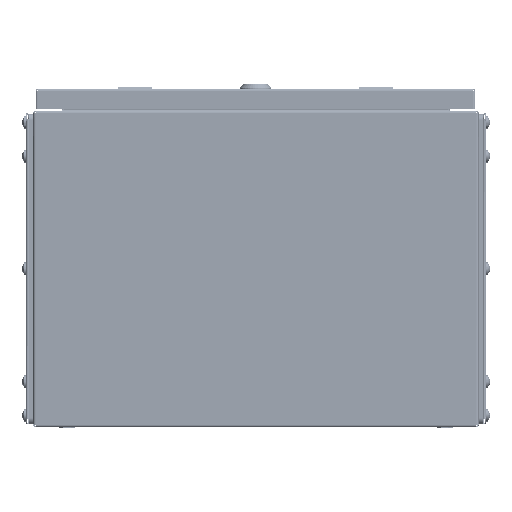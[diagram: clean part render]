
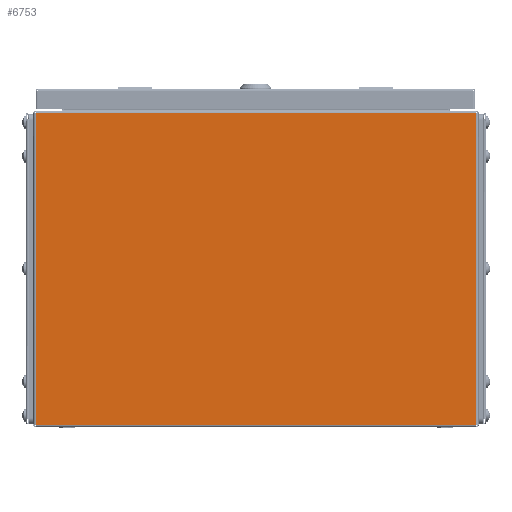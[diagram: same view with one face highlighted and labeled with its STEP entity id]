
A CAD part, left-side view. The second image highlights one B-rep face of the part: STEP entity #6753.
In plain terms, the highlighted planar face has unit normal (-1, 0, 0).
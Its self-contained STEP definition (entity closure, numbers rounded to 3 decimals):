
#2336 = CARTESIAN_POINT ( 'NONE',  ( -200., 195.5, 1. ) ) ;
#4897 = VERTEX_POINT ( 'NONE', #62940 ) ;
#5059 = EDGE_CURVE ( 'NONE', #4897, #12699, #48140, .T. ) ;
#6753 = ADVANCED_FACE ( 'NONE', ( #18782 ), #44407, .F. ) ;
#9059 = CARTESIAN_POINT ( 'NONE',  ( -200., -195.5, 0. ) ) ;
#12699 = VERTEX_POINT ( 'NONE', #2336 ) ;
#18782 = FACE_OUTER_BOUND ( 'NONE', #71574, .T. ) ;
#19526 = ORIENTED_EDGE ( 'NONE', *, *, #70848, .T. ) ;
#21278 = CARTESIAN_POINT ( 'NONE',  ( -200., 195.5, 1. ) ) ;
#30293 = EDGE_CURVE ( 'NONE', #65458, #78306, #81360, .T. ) ;
#33409 = LINE ( 'NONE', #9059, #50966 ) ;
#34659 = DIRECTION ( 'NONE',  ( 0., 0., 1. ) ) ;
#39730 = ORIENTED_EDGE ( 'NONE', *, *, #30293, .T. ) ;
#39737 = VECTOR ( 'NONE', #74189, 1000. ) ;
#44377 = CARTESIAN_POINT ( 'NONE',  ( -200., 195.5, 277.5 ) ) ;
#44407 = PLANE ( 'NONE',  #72907 ) ;
#45333 = ORIENTED_EDGE ( 'NONE', *, *, #5059, .F. ) ;
#47517 = CARTESIAN_POINT ( 'NONE',  ( -200., -195.5, 277.5 ) ) ;
#48140 = LINE ( 'NONE', #21278, #39737 ) ;
#49407 = CARTESIAN_POINT ( 'NONE',  ( -200., -195.5, 277.5 ) ) ;
#50966 = VECTOR ( 'NONE', #34659, 1000. ) ;
#51413 = EDGE_CURVE ( 'NONE', #78306, #12699, #53786, .T. ) ;
#52123 = DIRECTION ( 'NONE',  ( 0., 0., -1. ) ) ;
#53786 = LINE ( 'NONE', #78157, #62977 ) ;
#60320 = DIRECTION ( 'NONE',  ( 0., 0., -1. ) ) ;
#60802 = VECTOR ( 'NONE', #67914, 1000. ) ;
#62940 = CARTESIAN_POINT ( 'NONE',  ( -200., -195.5, 1. ) ) ;
#62977 = VECTOR ( 'NONE', #52123, 1000. ) ;
#63707 = DIRECTION ( 'NONE',  ( 1., 0., 0. ) ) ;
#65458 = VERTEX_POINT ( 'NONE', #47517 ) ;
#67914 = DIRECTION ( 'NONE',  ( 0., 1., 0. ) ) ;
#70028 = CARTESIAN_POINT ( 'NONE',  ( -200., 0., 0. ) ) ;
#70848 = EDGE_CURVE ( 'NONE', #4897, #65458, #33409, .T. ) ;
#71574 = EDGE_LOOP ( 'NONE', ( #39730, #81501, #45333, #19526 ) ) ;
#72907 = AXIS2_PLACEMENT_3D ( 'NONE', #70028, #63707, #60320 ) ;
#74189 = DIRECTION ( 'NONE',  ( 0., 1., 0. ) ) ;
#78157 = CARTESIAN_POINT ( 'NONE',  ( -200., 195.5, 0. ) ) ;
#78306 = VERTEX_POINT ( 'NONE', #44377 ) ;
#81360 = LINE ( 'NONE', #49407, #60802 ) ;
#81501 = ORIENTED_EDGE ( 'NONE', *, *, #51413, .T. ) ;
